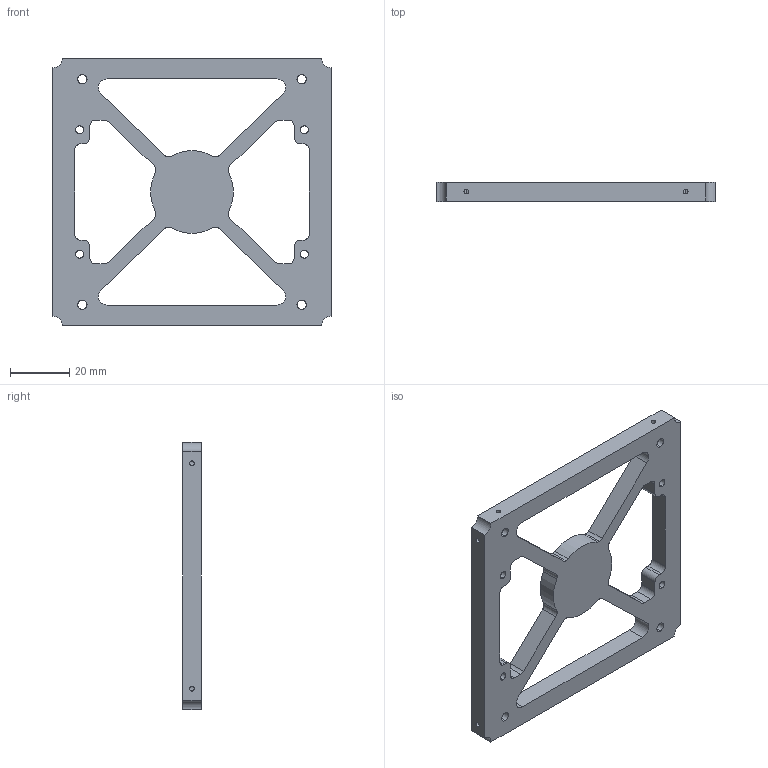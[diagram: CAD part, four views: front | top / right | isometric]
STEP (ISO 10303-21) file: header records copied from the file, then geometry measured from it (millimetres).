
FILE_DESCRIPTION (( 'STEP AP203' ), '1' );
FILE_NAME ('20-M401-B5_Default_sldprt.STEP', '2023-06-05T00:25:49', ( '' ), ( '' ), 'SwSTEP 2.0', 'SolidWorks 2022', '' );
FILE_SCHEMA (( 'CONFIG_CONTROL_DESIGN' ));
Length unit declared in the file: millimetre
Products named in the file (1): 20-M401-B5_Default_sldprt
Bounding box: 94 x 6.35 x 90.48 mm (x, y, z)
Volume: 26642.1 mm3; surface area: 14992.8 mm2
Topology: 1 solids, 1 shells, 101 faces, 309 edges, 206 vertices
Faces by surface type: cylinder 71, plane 30
Entity records: 3894 total; most frequent: CARTESIAN_POINT 893, ORIENTED_EDGE 618, DIRECTION 615, EDGE_CURVE 309, AXIS2_PLACEMENT_3D 228, VERTEX_POINT 206, LINE 159, VECTOR 159
